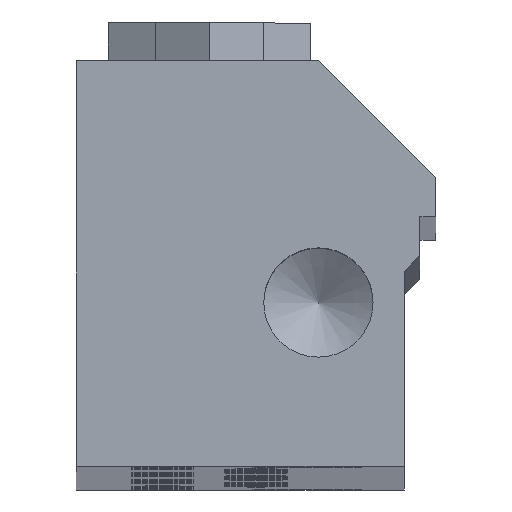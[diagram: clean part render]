
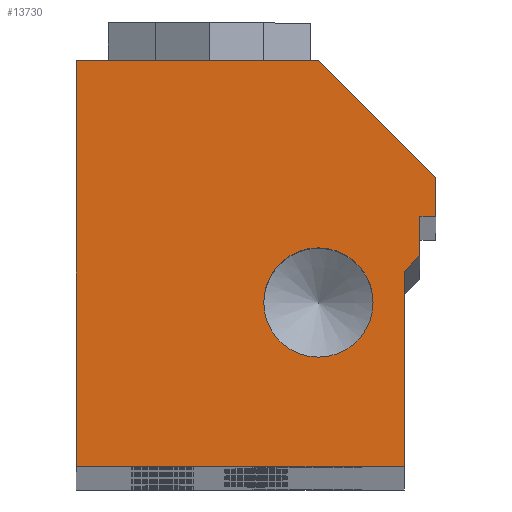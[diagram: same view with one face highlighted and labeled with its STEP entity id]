
A CAD part, top view. The second image highlights one B-rep face of the part: STEP entity #13730.
In plain terms, the highlighted planar face has unit normal (0, 0, 1).
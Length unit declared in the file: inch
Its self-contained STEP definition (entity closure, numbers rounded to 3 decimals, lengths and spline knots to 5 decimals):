
#12768=CARTESIAN_POINT('',(0.72962,0.73151,27.0));
#12769=VERTEX_POINT('',#12768);
#12770=CARTESIAN_POINT('',(0.51087,0.73151,27.0));
#12771=DIRECTION('',(0.0,0.0,-1.0));
#12772=DIRECTION('',(1.0,0.0,0.0));
#12773=AXIS2_PLACEMENT_3D('',#12770,#12771,#12772);
#12774=CIRCLE('',#12773,0.21875);
#12775=EDGE_CURVE('',#12769,#12769,#12774,.T.);
#12908=CARTESIAN_POINT('',(-0.45788,0.07526,27.0));
#12909=VERTEX_POINT('',#12908);
#12910=CARTESIAN_POINT('',(-0.45788,1.70026,27.0));
#12911=VERTEX_POINT('',#12910);
#12912=CARTESIAN_POINT('',(-0.45788,0.07526,27.0));
#12913=DIRECTION('',(0.0,1.0,0.0));
#12914=VECTOR('',#12913,1.625);
#12915=LINE('',#12912,#12914);
#12916=EDGE_CURVE('',#12909,#12911,#12915,.T.);
#12939=CARTESIAN_POINT('',(0.51137,1.70026,27.0));
#12940=VERTEX_POINT('',#12939);
#12941=CARTESIAN_POINT('',(-0.45788,1.70026,27.0));
#12942=DIRECTION('',(1.0,0.0,0.0));
#12943=VECTOR('',#12942,0.96925);
#12944=LINE('',#12941,#12943);
#12945=EDGE_CURVE('',#12911,#12940,#12944,.T.);
#13387=CARTESIAN_POINT('',(0.98012,1.23151,27.0));
#13388=VERTEX_POINT('',#13387);
#13389=CARTESIAN_POINT('',(0.51137,1.70026,27.0));
#13390=DIRECTION('',(0.707,-0.707,0.0));
#13391=VECTOR('',#13390,0.66291);
#13392=LINE('',#13389,#13391);
#13393=EDGE_CURVE('',#12940,#13388,#13392,.T.);
#13411=CARTESIAN_POINT('',(0.98012,1.07526,27.0));
#13412=VERTEX_POINT('',#13411);
#13413=CARTESIAN_POINT('',(0.98012,1.23151,27.0));
#13414=DIRECTION('',(0.0,-1.0,0.0));
#13415=VECTOR('',#13414,0.15625);
#13416=LINE('',#13413,#13415);
#13417=EDGE_CURVE('',#13388,#13412,#13416,.T.);
#13435=CARTESIAN_POINT('',(0.91712,1.07526,27.0));
#13436=VERTEX_POINT('',#13435);
#13437=CARTESIAN_POINT('',(0.98012,1.07526,27.0));
#13438=DIRECTION('',(-1.0,0.0,0.0));
#13439=VECTOR('',#13438,0.063);
#13440=LINE('',#13437,#13439);
#13441=EDGE_CURVE('',#13412,#13436,#13440,.T.);
#13459=CARTESIAN_POINT('',(0.91712,0.91901,27.0));
#13460=VERTEX_POINT('',#13459);
#13461=CARTESIAN_POINT('',(0.91712,1.07526,27.0));
#13462=DIRECTION('',(0.0,-1.0,0.0));
#13463=VECTOR('',#13462,0.15625);
#13464=LINE('',#13461,#13463);
#13465=EDGE_CURVE('',#13436,#13460,#13464,.T.);
#13483=CARTESIAN_POINT('',(0.85462,0.85651,27.0));
#13484=VERTEX_POINT('',#13483);
#13485=CARTESIAN_POINT('',(0.91712,0.91901,27.0));
#13486=DIRECTION('',(-0.707,-0.707,0.0));
#13487=VECTOR('',#13486,0.08839);
#13488=LINE('',#13485,#13487);
#13489=EDGE_CURVE('',#13460,#13484,#13488,.T.);
#13507=CARTESIAN_POINT('',(0.85462,0.07526,27.0));
#13508=VERTEX_POINT('',#13507);
#13509=CARTESIAN_POINT('',(0.85462,0.85651,27.0));
#13510=DIRECTION('',(0.0,-1.0,0.0));
#13511=VECTOR('',#13510,0.78125);
#13512=LINE('',#13509,#13511);
#13513=EDGE_CURVE('',#13484,#13508,#13512,.T.);
#13531=CARTESIAN_POINT('',(0.85462,0.07526,27.0));
#13532=DIRECTION('',(-1.0,0.0,0.0));
#13533=VECTOR('',#13532,1.3125);
#13534=LINE('',#13531,#13533);
#13535=EDGE_CURVE('',#13508,#12909,#13534,.T.);
#13711=CARTESIAN_POINT('',(0.19584,0.86114,27.0));
#13712=DIRECTION('',(0.0,0.0,1.0));
#13713=DIRECTION('',(1.0,0.0,0.0));
#13714=AXIS2_PLACEMENT_3D('',#13711,#13712,#13713);
#13715=PLANE('',#13714);
#13716=ORIENTED_EDGE('',*,*,#12916,.F.);
#13717=ORIENTED_EDGE('',*,*,#13535,.F.);
#13718=ORIENTED_EDGE('',*,*,#13513,.F.);
#13719=ORIENTED_EDGE('',*,*,#13489,.F.);
#13720=ORIENTED_EDGE('',*,*,#13465,.F.);
#13721=ORIENTED_EDGE('',*,*,#13441,.F.);
#13722=ORIENTED_EDGE('',*,*,#13417,.F.);
#13723=ORIENTED_EDGE('',*,*,#13393,.F.);
#13724=ORIENTED_EDGE('',*,*,#12945,.F.);
#13725=EDGE_LOOP('',(#13716,#13717,#13718,#13719,#13720,#13721,#13722,#13723,#13724));
#13726=FACE_OUTER_BOUND('',#13725,.T.);
#13727=ORIENTED_EDGE('',*,*,#12775,.T.);
#13728=EDGE_LOOP('',(#13727));
#13729=FACE_BOUND('',#13728,.T.);
#13730=ADVANCED_FACE('',(#13726,#13729),#13715,.T.);
